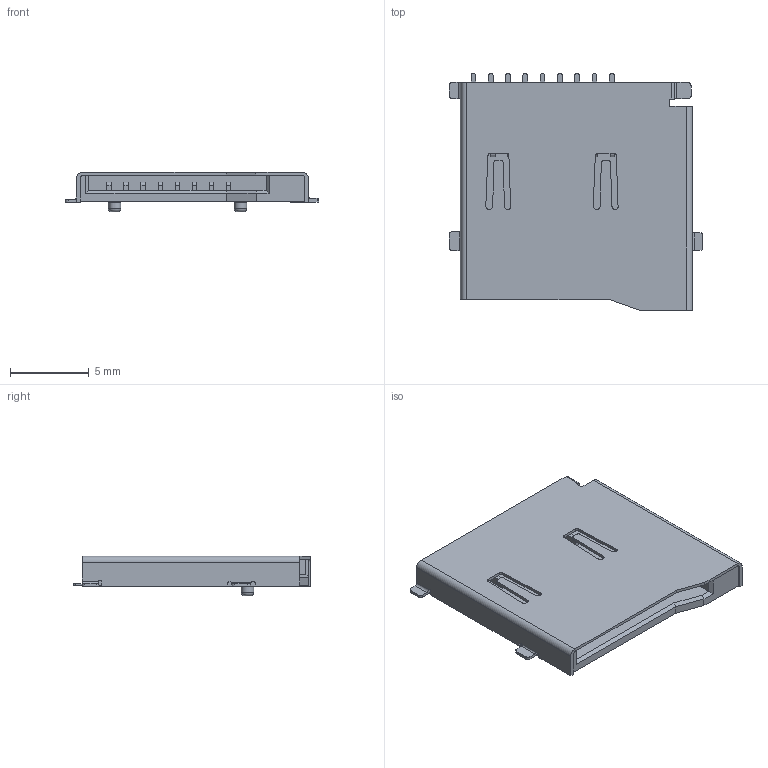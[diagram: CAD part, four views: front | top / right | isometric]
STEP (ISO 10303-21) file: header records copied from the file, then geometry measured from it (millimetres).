
FILE_DESCRIPTION(/* description */ ('Unknown'),/* implementation_level */ '2;1');
FILE_NAME(/* name */ 'MSD-4-A',/* time_stamp */ '2024-01-30T08:48:04+02:00',/* author */ ('Unknown'),/* organization */ ('Unknown'),/* preprocessor_version */ 'ST-DEVELOPER v18.102',/* originating_system */ 'Solid Edge',/* authorisation */ 'Unknown');
FILE_SCHEMA (('AUTOMOTIVE_DESIGN {1 0 10303 214 3 1 1}'));
Length unit declared in the file: millimetre
Products named in the file (1): MSD-4-A
Bounding box: 16.12 x 15.05 x 2.51 mm (x, y, z)
Volume: 251 mm3; surface area: 841.9 mm2
Topology: 3 solids, 3 shells, 257 faces, 741 edges, 490 vertices
Faces by surface type: plane 178, cylinder 75, torus 3, bspline 1
Full cylindrical faces by diameter (mm): 0.797 x2
Entity records: 10170 total; most frequent: CARTESIAN_POINT 1510, ORIENTED_EDGE 1474, DIRECTION 1400, EDGE_CURVE 737, LINE 576, VECTOR 576, VERTEX_POINT 490, AXIS2_PLACEMENT_3D 412
